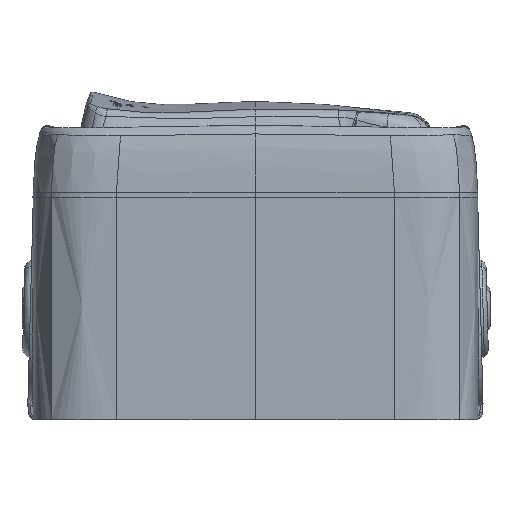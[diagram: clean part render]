
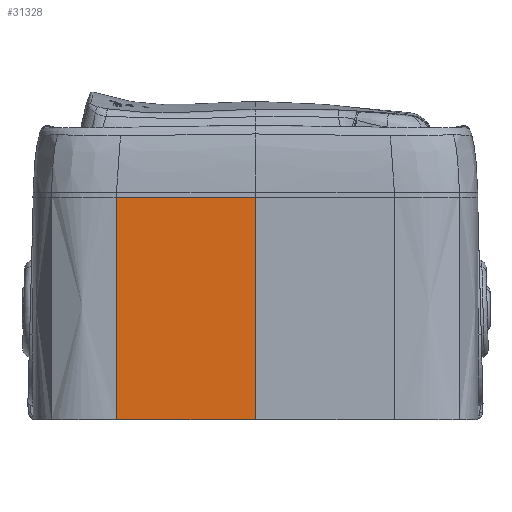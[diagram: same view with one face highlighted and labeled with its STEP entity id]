
A CAD part, left-side view. The second image highlights one B-rep face of the part: STEP entity #31328.
In plain terms, the highlighted planar face has unit normal (1, 0, 0).
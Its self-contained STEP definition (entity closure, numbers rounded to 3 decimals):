
#31308=AXIS2_PLACEMENT_3D('Plane Axis2P3D',#31305,#31306,#31307) ;
#30324=CARTESIAN_POINT('Vertex',(-111.,25.,0.)) ;
#30327=CARTESIAN_POINT('Line Origine',(-111.,12.5,0.)) ;
#30331=CARTESIAN_POINT('Vertex',(-111.,0.,0.)) ;
#31290=CARTESIAN_POINT('Vertex',(-111.,25.,40.95)) ;
#31293=CARTESIAN_POINT('Line Origine',(-111.,25.,19.964)) ;
#31305=CARTESIAN_POINT('Axis2P3D Location',(-111.,0.,40.95)) ;
#31310=CARTESIAN_POINT('Line Origine',(-111.,12.5,40.95)) ;
#31314=CARTESIAN_POINT('Vertex',(-111.,0.,40.95)) ;
#31317=CARTESIAN_POINT('Line Origine',(-111.,0.,20.475)) ;
#30328=DIRECTION('Vector Direction',(0.,-1.,0.)) ;
#31294=DIRECTION('Vector Direction',(0.,0.,-1.)) ;
#31306=DIRECTION('Axis2P3D Direction',(1.,0.,0.)) ;
#31307=DIRECTION('Axis2P3D XDirection',(0.,-1.,0.)) ;
#31311=DIRECTION('Vector Direction',(0.,1.,0.)) ;
#31318=DIRECTION('Vector Direction',(0.,0.,-1.)) ;
#30329=VECTOR('Line Direction',#30328,1.) ;
#31295=VECTOR('Line Direction',#31294,1.) ;
#31312=VECTOR('Line Direction',#31311,1.) ;
#31319=VECTOR('Line Direction',#31318,1.) ;
#31323=ORIENTED_EDGE('',*,*,#31297,.F.) ;
#31324=ORIENTED_EDGE('',*,*,#31316,.F.) ;
#31325=ORIENTED_EDGE('',*,*,#31321,.T.) ;
#31326=ORIENTED_EDGE('',*,*,#30333,.F.) ;
#31328=ADVANCED_FACE('Surface.470',(#31327),#31309,.T.) ;
#30333=EDGE_CURVE('',#30325,#30332,#30330,.T.) ;
#31297=EDGE_CURVE('',#31291,#30325,#31296,.T.) ;
#31316=EDGE_CURVE('',#31315,#31291,#31313,.T.) ;
#31321=EDGE_CURVE('',#31315,#30332,#31320,.T.) ;
#31322=EDGE_LOOP('',(#31323,#31324,#31325,#31326)) ;
#31327=FACE_OUTER_BOUND('',#31322,.T.) ;
#30330=LINE('Line',#30327,#30329) ;
#31296=LINE('Line',#31293,#31295) ;
#31313=LINE('Line',#31310,#31312) ;
#31320=LINE('Line',#31317,#31319) ;
#31309=PLANE('',#31308) ;
#30325=VERTEX_POINT('',#30324) ;
#30332=VERTEX_POINT('',#30331) ;
#31291=VERTEX_POINT('',#31290) ;
#31315=VERTEX_POINT('',#31314) ;
